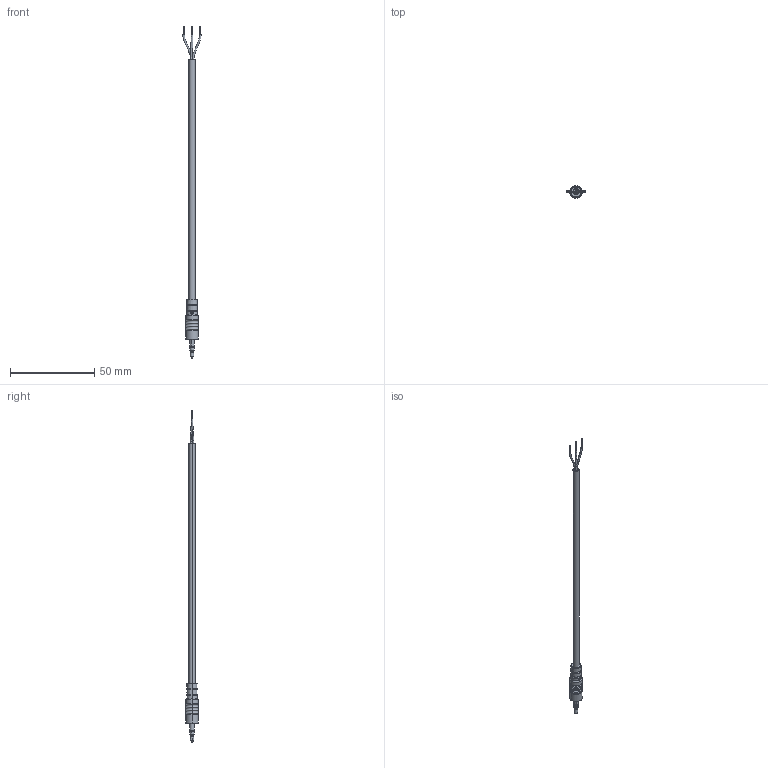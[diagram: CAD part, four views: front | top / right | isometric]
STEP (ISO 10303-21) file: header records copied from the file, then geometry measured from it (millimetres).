
FILE_DESCRIPTION (( 'STEP AP203' ), '1' );
FILE_NAME ('053-0277R (CA-2203)_revA2.STEP', '2017-02-13T17:53:45', ( '' ), ( '' ), 'SwSTEP 2.0', 'SolidWorks 2015', '' );
FILE_SCHEMA (( 'CONFIG_CONTROL_DESIGN' ));
Length unit declared in the file: millimetre
Products named in the file (8): 50-00110 contact 1; 30-00005_stripped and tinned; 50-00110 insulator; 50-00110 contact 3; 24-00099_default; 50-00110; 053-0277R (CA-2203)_revA2; 50-00110 contact 2
Assembly tree (7 placements, depth 3):
  053-0277R (CA-2203)_revA2
    30-00005_stripped and tinned
    24-00099_default
    50-00110
      50-00110 contact 1
      50-00110 contact 2
      50-00110 contact 3
      50-00110 insulator
Bounding box: 11 x 7.5 x 197.55 mm (x, y, z)
Volume: 2552.7 mm3; surface area: 13738.1 mm2
Topology: 121 solids, 121 shells, 751 faces, 1379 edges, 894 vertices
Faces by surface type: cylinder 349, plane 303, bspline 42, torus 34, cone 23
Entity records: 21710 total; most frequent: CARTESIAN_POINT 5636, DIRECTION 3473, ORIENTED_EDGE 2758, AXIS2_PLACEMENT_3D 1512, EDGE_CURVE 1379, VERTEX_POINT 894, EDGE_LOOP 835, CIRCLE 792
